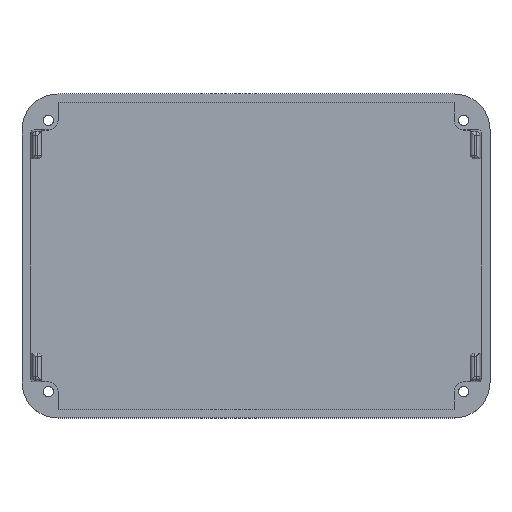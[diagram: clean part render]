
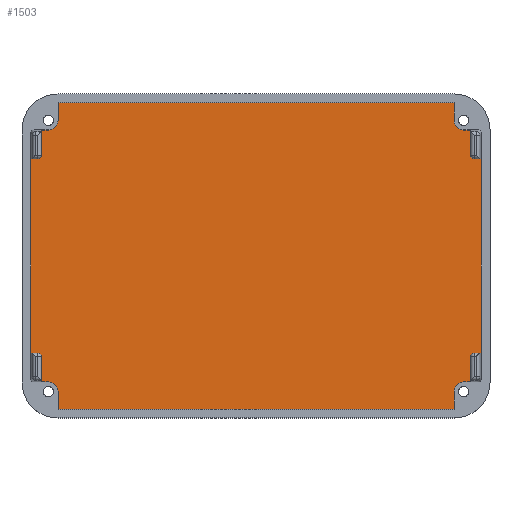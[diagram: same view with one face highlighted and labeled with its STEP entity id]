
A CAD part, top view. The second image highlights one B-rep face of the part: STEP entity #1503.
In plain terms, the highlighted planar face has unit normal (0, 0, 1).
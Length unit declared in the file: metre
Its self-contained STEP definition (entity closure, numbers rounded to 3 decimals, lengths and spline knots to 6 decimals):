
#88=CIRCLE('',#1612,0.001);
#89=CIRCLE('',#1613,0.002687);
#90=CIRCLE('',#1614,0.002687);
#91=CIRCLE('',#1615,0.001);
#92=CIRCLE('',#1616,0.001);
#93=CIRCLE('',#1617,0.002687);
#94=CIRCLE('',#1618,0.002687);
#95=CIRCLE('',#1619,0.001);
#156=ORIENTED_EDGE('',*,*,#604,.F.);
#157=ORIENTED_EDGE('',*,*,#605,.T.);
#158=ORIENTED_EDGE('',*,*,#606,.F.);
#159=ORIENTED_EDGE('',*,*,#607,.T.);
#160=ORIENTED_EDGE('',*,*,#608,.F.);
#161=ORIENTED_EDGE('',*,*,#609,.F.);
#162=ORIENTED_EDGE('',*,*,#610,.F.);
#163=ORIENTED_EDGE('',*,*,#611,.T.);
#164=ORIENTED_EDGE('',*,*,#612,.T.);
#165=ORIENTED_EDGE('',*,*,#613,.F.);
#166=ORIENTED_EDGE('',*,*,#614,.T.);
#167=ORIENTED_EDGE('',*,*,#615,.T.);
#168=ORIENTED_EDGE('',*,*,#616,.T.);
#169=ORIENTED_EDGE('',*,*,#617,.T.);
#170=ORIENTED_EDGE('',*,*,#618,.F.);
#171=ORIENTED_EDGE('',*,*,#619,.T.);
#172=ORIENTED_EDGE('',*,*,#620,.F.);
#173=ORIENTED_EDGE('',*,*,#621,.T.);
#174=ORIENTED_EDGE('',*,*,#622,.F.);
#175=ORIENTED_EDGE('',*,*,#623,.F.);
#176=ORIENTED_EDGE('',*,*,#624,.T.);
#177=ORIENTED_EDGE('',*,*,#625,.T.);
#178=ORIENTED_EDGE('',*,*,#626,.T.);
#179=ORIENTED_EDGE('',*,*,#627,.F.);
#180=ORIENTED_EDGE('',*,*,#628,.T.);
#181=ORIENTED_EDGE('',*,*,#629,.T.);
#182=ORIENTED_EDGE('',*,*,#630,.T.);
#183=ORIENTED_EDGE('',*,*,#631,.F.);
#604=EDGE_CURVE('',#828,#829,#968,.T.);
#605=EDGE_CURVE('',#828,#830,#88,.F.);
#606=EDGE_CURVE('',#831,#830,#969,.T.);
#607=EDGE_CURVE('',#831,#832,#970,.T.);
#608=EDGE_CURVE('',#833,#832,#89,.T.);
#609=EDGE_CURVE('',#834,#833,#971,.T.);
#610=EDGE_CURVE('',#835,#834,#972,.T.);
#611=EDGE_CURVE('',#835,#836,#973,.T.);
#612=EDGE_CURVE('',#836,#837,#90,.F.);
#613=EDGE_CURVE('',#838,#837,#974,.T.);
#614=EDGE_CURVE('',#838,#839,#975,.T.);
#615=EDGE_CURVE('',#839,#840,#91,.F.);
#616=EDGE_CURVE('',#840,#841,#976,.T.);
#617=EDGE_CURVE('',#841,#842,#977,.T.);
#618=EDGE_CURVE('',#843,#842,#978,.T.);
#619=EDGE_CURVE('',#843,#844,#92,.F.);
#620=EDGE_CURVE('',#845,#844,#979,.T.);
#621=EDGE_CURVE('',#845,#846,#980,.T.);
#622=EDGE_CURVE('',#847,#846,#93,.T.);
#623=EDGE_CURVE('',#848,#847,#981,.T.);
#624=EDGE_CURVE('',#848,#849,#982,.T.);
#625=EDGE_CURVE('',#849,#850,#983,.T.);
#626=EDGE_CURVE('',#850,#851,#94,.F.);
#627=EDGE_CURVE('',#852,#851,#984,.T.);
#628=EDGE_CURVE('',#852,#853,#985,.T.);
#629=EDGE_CURVE('',#853,#854,#95,.F.);
#630=EDGE_CURVE('',#854,#855,#986,.T.);
#631=EDGE_CURVE('',#829,#855,#987,.T.);
#828=VERTEX_POINT('',#2301);
#829=VERTEX_POINT('',#2302);
#830=VERTEX_POINT('',#2304);
#831=VERTEX_POINT('',#2306);
#832=VERTEX_POINT('',#2308);
#833=VERTEX_POINT('',#2310);
#834=VERTEX_POINT('',#2312);
#835=VERTEX_POINT('',#2314);
#836=VERTEX_POINT('',#2316);
#837=VERTEX_POINT('',#2318);
#838=VERTEX_POINT('',#2320);
#839=VERTEX_POINT('',#2322);
#840=VERTEX_POINT('',#2324);
#841=VERTEX_POINT('',#2326);
#842=VERTEX_POINT('',#2328);
#843=VERTEX_POINT('',#2330);
#844=VERTEX_POINT('',#2332);
#845=VERTEX_POINT('',#2334);
#846=VERTEX_POINT('',#2336);
#847=VERTEX_POINT('',#2338);
#848=VERTEX_POINT('',#2340);
#849=VERTEX_POINT('',#2342);
#850=VERTEX_POINT('',#2344);
#851=VERTEX_POINT('',#2346);
#852=VERTEX_POINT('',#2348);
#853=VERTEX_POINT('',#2350);
#854=VERTEX_POINT('',#2352);
#855=VERTEX_POINT('',#2354);
#968=LINE('',#2300,#1104);
#969=LINE('',#2305,#1105);
#970=LINE('',#2307,#1106);
#971=LINE('',#2311,#1107);
#972=LINE('',#2313,#1108);
#973=LINE('',#2315,#1109);
#974=LINE('',#2319,#1110);
#975=LINE('',#2321,#1111);
#976=LINE('',#2325,#1112);
#977=LINE('',#2327,#1113);
#978=LINE('',#2329,#1114);
#979=LINE('',#2333,#1115);
#980=LINE('',#2335,#1116);
#981=LINE('',#2339,#1117);
#982=LINE('',#2341,#1118);
#983=LINE('',#2343,#1119);
#984=LINE('',#2347,#1120);
#985=LINE('',#2349,#1121);
#986=LINE('',#2353,#1122);
#987=LINE('',#2355,#1123);
#1104=VECTOR('',#1798,1.);
#1105=VECTOR('',#1801,1.);
#1106=VECTOR('',#1802,1.);
#1107=VECTOR('',#1805,1.);
#1108=VECTOR('',#1806,1.);
#1109=VECTOR('',#1807,1.);
#1110=VECTOR('',#1810,1.);
#1111=VECTOR('',#1811,1.);
#1112=VECTOR('',#1814,1.);
#1113=VECTOR('',#1815,1.);
#1114=VECTOR('',#1816,1.);
#1115=VECTOR('',#1819,1.);
#1116=VECTOR('',#1820,1.);
#1117=VECTOR('',#1823,1.);
#1118=VECTOR('',#1824,1.);
#1119=VECTOR('',#1825,1.);
#1120=VECTOR('',#1828,1.);
#1121=VECTOR('',#1829,1.);
#1122=VECTOR('',#1832,1.);
#1123=VECTOR('',#1833,1.);
#1240=EDGE_LOOP('',(#156,#157,#158,#159,#160,#161,#162,#163,#164,#165,#166,
#167,#168,#169,#170,#171,#172,#173,#174,#175,#176,#177,#178,#179,#180,#181,
#182,#183));
#1352=FACE_BOUND('',#1240,.T.);
#1464=PLANE('',#1611);
#1503=ADVANCED_FACE('',(#1352),#1464,.T.);
#1611=AXIS2_PLACEMENT_3D('',#2299,#1796,#1797);
#1612=AXIS2_PLACEMENT_3D('',#2303,#1799,#1800);
#1613=AXIS2_PLACEMENT_3D('',#2309,#1803,#1804);
#1614=AXIS2_PLACEMENT_3D('',#2317,#1808,#1809);
#1615=AXIS2_PLACEMENT_3D('',#2323,#1812,#1813);
#1616=AXIS2_PLACEMENT_3D('',#2331,#1817,#1818);
#1617=AXIS2_PLACEMENT_3D('',#2337,#1821,#1822);
#1618=AXIS2_PLACEMENT_3D('',#2345,#1826,#1827);
#1619=AXIS2_PLACEMENT_3D('',#2351,#1830,#1831);
#1796=DIRECTION('',(0.,0.,1.));
#1797=DIRECTION('',(1.,0.,0.));
#1798=DIRECTION('',(1.,0.,0.));
#1799=DIRECTION('',(0.,0.,1.));
#1800=DIRECTION('',(1.,0.,0.));
#1801=DIRECTION('',(0.,-1.,0.));
#1802=DIRECTION('',(-1.,0.,0.));
#1803=DIRECTION('',(0.,0.,1.));
#1804=DIRECTION('',(1.,0.,0.));
#1805=DIRECTION('',(0.,-1.,0.));
#1806=DIRECTION('',(1.,0.,0.));
#1807=DIRECTION('',(0.,-1.,0.));
#1808=DIRECTION('',(0.,0.,1.));
#1809=DIRECTION('',(1.,0.,0.));
#1810=DIRECTION('',(1.,0.,0.));
#1811=DIRECTION('',(0.,-1.,0.));
#1812=DIRECTION('',(0.,0.,1.));
#1813=DIRECTION('',(1.,0.,0.));
#1814=DIRECTION('',(-1.,0.,0.));
#1815=DIRECTION('',(0.,-1.,0.));
#1816=DIRECTION('',(-1.,0.,0.));
#1817=DIRECTION('',(0.,0.,1.));
#1818=DIRECTION('',(1.,0.,0.));
#1819=DIRECTION('',(0.,1.,0.));
#1820=DIRECTION('',(1.,0.,0.));
#1821=DIRECTION('',(0.,0.,1.));
#1822=DIRECTION('',(1.,0.,0.));
#1823=DIRECTION('',(0.,1.,0.));
#1824=DIRECTION('',(1.,0.,0.));
#1825=DIRECTION('',(0.,1.,0.));
#1826=DIRECTION('',(0.,0.,1.));
#1827=DIRECTION('',(1.,0.,0.));
#1828=DIRECTION('',(-1.,0.,0.));
#1829=DIRECTION('',(0.,1.,0.));
#1830=DIRECTION('',(0.,0.,1.));
#1831=DIRECTION('',(1.,0.,0.));
#1832=DIRECTION('',(1.,0.,0.));
#1833=DIRECTION('',(0.,-1.,0.));
#2299=CARTESIAN_POINT('',(0.,0.,0.0004));
#2300=CARTESIAN_POINT('',(0.0611,0.027,0.0004));
#2301=CARTESIAN_POINT('',(0.0606,0.027,0.0004));
#2302=CARTESIAN_POINT('',(0.0626,0.027,0.0004));
#2303=CARTESIAN_POINT('',(0.0606,0.028,0.0004));
#2304=CARTESIAN_POINT('',(0.0596,0.028,0.0004));
#2305=CARTESIAN_POINT('',(0.0596,0.031,0.0004));
#2306=CARTESIAN_POINT('',(0.0596,0.035,0.0004));
#2307=CARTESIAN_POINT('',(0.060144,0.035,0.0004));
#2308=CARTESIAN_POINT('',(0.057687,0.035,0.0004));
#2309=CARTESIAN_POINT('',(0.057687,0.037687,0.0004));
#2310=CARTESIAN_POINT('',(0.055,0.037687,0.0004));
#2311=CARTESIAN_POINT('',(0.055,0.040144,0.0004));
#2312=CARTESIAN_POINT('',(0.055,0.0426,0.0004));
#2313=CARTESIAN_POINT('',(0.,0.0426,0.0004));
#2314=CARTESIAN_POINT('',(-0.055,0.0426,0.0004));
#2315=CARTESIAN_POINT('',(-0.055,0.040144,0.0004));
#2316=CARTESIAN_POINT('',(-0.055,0.037687,0.0004));
#2317=CARTESIAN_POINT('',(-0.057687,0.037687,0.0004));
#2318=CARTESIAN_POINT('',(-0.057687,0.035,0.0004));
#2319=CARTESIAN_POINT('',(-0.060144,0.035,0.0004));
#2320=CARTESIAN_POINT('',(-0.0596,0.035,0.0004));
#2321=CARTESIAN_POINT('',(-0.0596,0.031,0.0004));
#2322=CARTESIAN_POINT('',(-0.0596,0.028,0.0004));
#2323=CARTESIAN_POINT('',(-0.0606,0.028,0.0004));
#2324=CARTESIAN_POINT('',(-0.0606,0.027,0.0004));
#2325=CARTESIAN_POINT('',(-0.0611,0.027,0.0004));
#2326=CARTESIAN_POINT('',(-0.0626,0.027,0.0004));
#2327=CARTESIAN_POINT('',(-0.0626,0.,0.0004));
#2328=CARTESIAN_POINT('',(-0.0626,-0.027,0.0004));
#2329=CARTESIAN_POINT('',(-0.0611,-0.027,0.0004));
#2330=CARTESIAN_POINT('',(-0.0606,-0.027,0.0004));
#2331=CARTESIAN_POINT('',(-0.0606,-0.028,0.0004));
#2332=CARTESIAN_POINT('',(-0.0596,-0.028,0.0004));
#2333=CARTESIAN_POINT('',(-0.0596,-0.031,0.0004));
#2334=CARTESIAN_POINT('',(-0.0596,-0.035,0.0004));
#2335=CARTESIAN_POINT('',(-0.060144,-0.035,0.0004));
#2336=CARTESIAN_POINT('',(-0.057687,-0.035,0.0004));
#2337=CARTESIAN_POINT('',(-0.057687,-0.037687,0.0004));
#2338=CARTESIAN_POINT('',(-0.055,-0.037687,0.0004));
#2339=CARTESIAN_POINT('',(-0.055,-0.040144,0.0004));
#2340=CARTESIAN_POINT('',(-0.055,-0.0426,0.0004));
#2341=CARTESIAN_POINT('',(0.,-0.0426,0.0004));
#2342=CARTESIAN_POINT('',(0.055,-0.0426,0.0004));
#2343=CARTESIAN_POINT('',(0.055,-0.040144,0.0004));
#2344=CARTESIAN_POINT('',(0.055,-0.037687,0.0004));
#2345=CARTESIAN_POINT('',(0.057687,-0.037687,0.0004));
#2346=CARTESIAN_POINT('',(0.057687,-0.035,0.0004));
#2347=CARTESIAN_POINT('',(0.060144,-0.035,0.0004));
#2348=CARTESIAN_POINT('',(0.0596,-0.035,0.0004));
#2349=CARTESIAN_POINT('',(0.0596,-0.031,0.0004));
#2350=CARTESIAN_POINT('',(0.0596,-0.028,0.0004));
#2351=CARTESIAN_POINT('',(0.0606,-0.028,0.0004));
#2352=CARTESIAN_POINT('',(0.0606,-0.027,0.0004));
#2353=CARTESIAN_POINT('',(0.0611,-0.027,0.0004));
#2354=CARTESIAN_POINT('',(0.0626,-0.027,0.0004));
#2355=CARTESIAN_POINT('',(0.0626,0.,0.0004));
